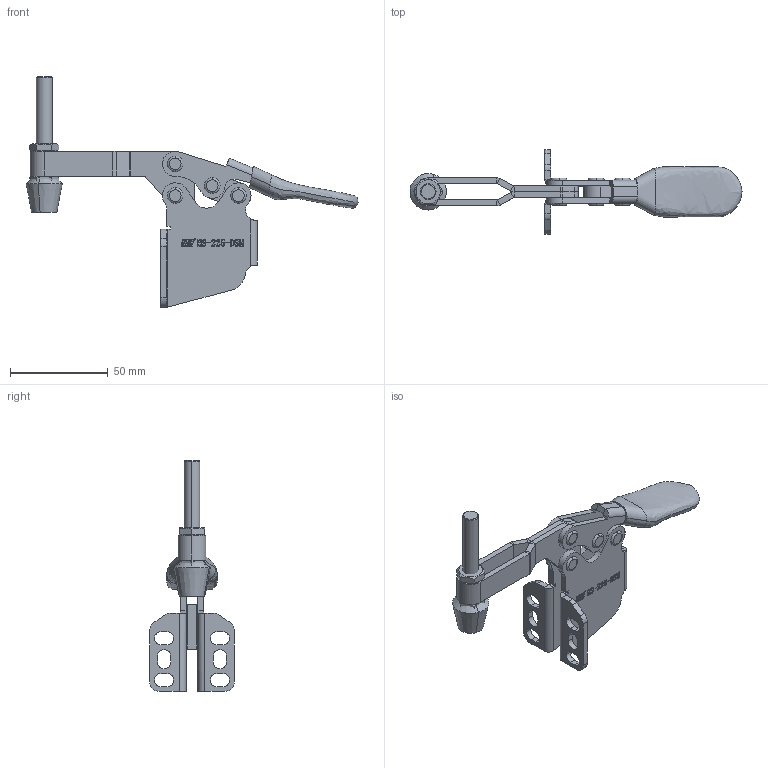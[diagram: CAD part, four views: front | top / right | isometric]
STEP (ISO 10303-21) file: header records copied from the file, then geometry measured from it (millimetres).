
FILE_DESCRIPTION (( 'STEP AP203' ), '1' );
FILE_NAME ('HS-225-DSM 装配体.STEP', '2018-12-07T03:16:43', ( 'PCOS' ), ( '微软中国' ), 'SwSTEP 2.0', 'SolidWorks 2012', '' );
FILE_SCHEMA (( 'CONFIG_CONTROL_DESIGN' ));
Length unit declared in the file: millimetre
Products named in the file (10): HS-225-DSM 蚾饜极; hexagon head bolts-full thread gb_GB_FASTENER_BOLT_STBAB A M8X55-N; hex thin nuts-grades ab-chamfered gb_GB_FASTENER_NUT_STNAB M8-N; 揤輸; 揤參; 种; 忒梟; 忒參; 蟀裝; 菁釱
Assembly tree (13 placements, depth 2):
  HS-225-DSM 蚾饜极
    菁釱
    蟀裝
    忒參
    忒梟
    种  x4
    揤參
    揤輸
    hex thin nuts-grades ab-chamfered gb_GB_FASTENER_NUT_STNAB M8-N  x2
    hexagon head bolts-full thread gb_GB_FASTENER_BOLT_STBAB A M8X55-N
Bounding box: 169.92 x 43.4 x 118.2 mm (x, y, z)
Volume: 48525.4 mm3; surface area: 33674.1 mm2
Topology: 13 solids, 13 shells, 777 faces, 2024 edges, 1308 vertices
Faces by surface type: plane 394, cylinder 171, bspline 166, cone 30, torus 16
Entity records: 33581 total; most frequent: CARTESIAN_POINT 15165, ORIENTED_EDGE 3856, DIRECTION 3083, EDGE_CURVE 1928, VERTEX_POINT 1248, LINE 1203, VECTOR 1203, AXIS2_PLACEMENT_3D 940
